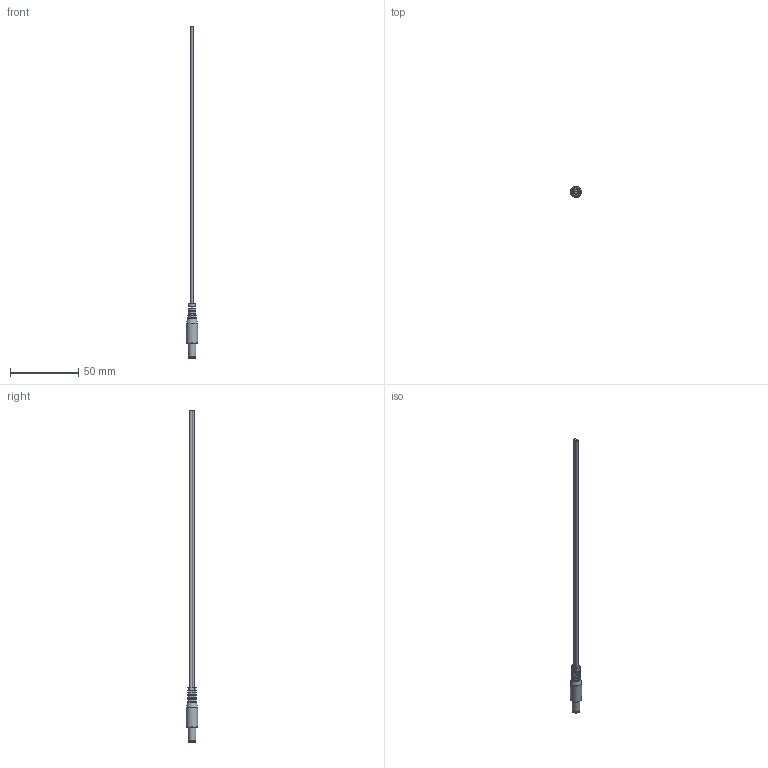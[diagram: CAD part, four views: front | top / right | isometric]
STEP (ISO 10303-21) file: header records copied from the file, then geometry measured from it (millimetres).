
FILE_DESCRIPTION(/* description */ (''),/* implementation_level */ '2;1');
FILE_NAME(/* name */ 'Male 2.1mm Barrel Jack.stp',/* time_stamp */ '2014-11-03T08:33:35-06:00',/* author */ ('sbrawford'),/* organization */ (''),/* preprocessor_version */ 'ST-DEVELOPER v15.6',/* originating_system */ 'Autodesk Inventor 2015',/* authorisation */ '');
FILE_SCHEMA (('AUTOMOTIVE_DESIGN { 1 0 10303 214 3 1 1 }'));
Length unit declared in the file: inch
Products named in the file (1): Male 2.1mm Barrel Jack
Bounding box: 8.25 x 8.25 x 243.46 mm (x, y, z)
Volume: 2389.3 mm3; surface area: 3408.7 mm2
Topology: 1 solids, 1 shells, 156 faces, 494 edges, 345 vertices
Faces by surface type: plane 52, cylinder 51, bspline 48, torus 3, cone 2
Full cylindrical faces by diameter (mm): 1.75 x2, 2.1 x1, 5.458 x1, 5.5 x2, 8.25 x1
Entity records: 7581 total; most frequent: CARTESIAN_POINT 3652, ORIENTED_EDGE 968, DIRECTION 495, EDGE_CURVE 483, VERTEX_POINT 344, B_SPLINE_CURVE_WITH_KNOTS 284, AXIS2_PLACEMENT_3D 187, EDGE_LOOP 171
